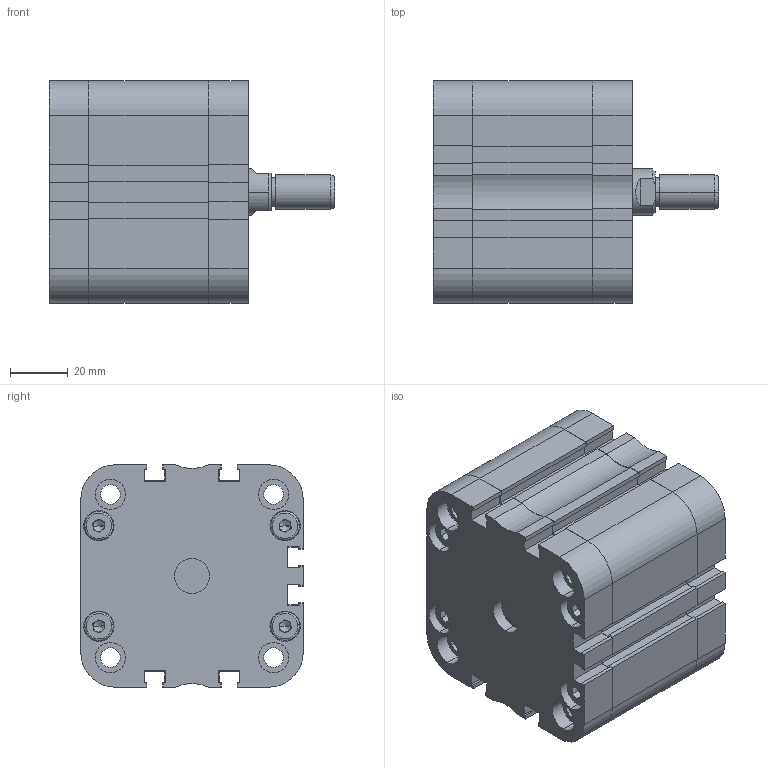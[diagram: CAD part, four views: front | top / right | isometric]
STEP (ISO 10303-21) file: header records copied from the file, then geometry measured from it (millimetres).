
FILE_DESCRIPTION (( 'STEP AP214' ), '1' );
FILE_NAME ('SM_005_063_0020_NP.STEP', '2019-11-14T09:41:49', ( '' ), ( '' ), 'SwSTEP 2.0', 'SolidWorks 2019', '' );
FILE_SCHEMA (( 'AUTOMOTIVE_DESIGN' ));
Length unit declared in the file: millimetre
Products named in the file (21): Kopia SMART - U. typ Oring - pokrywa^Pokrywa prz kpl_SM PSM_U. typ Oring - D063; SM_005_063_0020_NP; Kopia SMART - U. typ Oring - pokrywa^Pokrywa tyｳ kpl_SM PSM_U. typ Oring - D063; Kopia Magnes^T³ok kpl_SM PSM_Magnes D063; Kopia Tuleja prowadz¹ca^Pokrywa przód kpl_SM PSM_Tuleja prowadz¥ca - D063; Kopia T硂k^T硂k kpl_SM PSM_T坥k - D063; Sprêzyna SM_PSM_063_L1 napi©cie wst©pne; Pokrywa ty³ kpl^SM PSM_Pok tyˆ - D063; Pokrywa przód kpl^SM PSM_Pokrywa prz¢d kpl - D063; Tuleja^SM PSM_Tuleja - D063; T³oczysko^SM PSM_Tˆoczysko - D063; Kopia Pierœcieñ prowadz¹cy^T³ok kpl_SM PSM_Pier˜cieä prowadz¥cy D063; Kopia SMART - U. t硂czyska^Pokrywa prz骴 kpl_SM PSM_U. t坥czyska - D063; Kopia SMART - U. t硂ka lu焠a^T硂k kpl_SM PSM_U. t坥ka lu玭a - D063; Kopia Pokrywa ty³_Smart - Pok tyˆ - D063; socket head thin cap screw_din_DIN 7984 - M8 x 30 --- 26.25N; socket head thin cap screw_din_DIN 7984 - M6 x 25 --- 22N; T硂k kpl^SM PSM_T坥k kpl - D063; Kopia Pokrywa przód_Smart - Pok prz¢d - D063; Kopia SMART - U. t³oka S^T³ok kpl_SM PSM_U. tˆoka S - D063; Kopia SMART - U. t硂ka wklejana^T硂k kpl_SM PSM_U. t坥ka wklejana - D063
Assembly tree (27 placements, depth 3):
  SM_005_063_0020_NP
    Pokrywa przód kpl^SM PSM_Pokrywa prz¢d kpl - D063
      Kopia Pokrywa przód_Smart - Pok prz¢d - D063
      Kopia SMART - U. typ Oring - pokrywa^Pokrywa prz kpl_SM PSM_U. typ Oring - D063
      Kopia Tuleja prowadz¹ca^Pokrywa przód kpl_SM PSM_Tuleja prowadz¥ca - D063
      Kopia SMART - U. t硂czyska^Pokrywa prz骴 kpl_SM PSM_U. t坥czyska - D063
    Tuleja^SM PSM_Tuleja - D063
    Pokrywa ty³ kpl^SM PSM_Pok tyˆ - D063
      Kopia Pokrywa ty³_Smart - Pok tyˆ - D063
      Kopia SMART - U. typ Oring - pokrywa^Pokrywa tyｳ kpl_SM PSM_U. typ Oring - D063
    T硂k kpl^SM PSM_T坥k kpl - D063
      Kopia T硂k^T硂k kpl_SM PSM_T坥k - D063
      Kopia Magnes^T³ok kpl_SM PSM_Magnes D063
      Kopia Pierœcieñ prowadz¹cy^T³ok kpl_SM PSM_Pier˜cieä prowadz¥cy D063
      Kopia SMART - U. t硂ka lu焠a^T硂k kpl_SM PSM_U. t坥ka lu玭a - D063
      Kopia SMART - U. t硂ka wklejana^T硂k kpl_SM PSM_U. t坥ka wklejana - D063
      Kopia SMART - U. t³oka S^T³ok kpl_SM PSM_U. tˆoka S - D063
    T³oczysko^SM PSM_Tˆoczysko - D063
    socket head thin cap screw_din_DIN 7984 - M8 x 30 --- 26.25N
    socket head thin cap screw_din_DIN 7984 - M6 x 25 --- 22N  x8
    Sprêzyna SM_PSM_063_L1 napi©cie wst©pne
Bounding box: 99 x 77 x 77 mm (x, y, z)
Volume: 248881.4 mm3; surface area: 142332.7 mm2
Topology: 25 solids, 25 shells, 1097 faces, 2729 edges, 1753 vertices
Faces by surface type: plane 547, cylinder 309, bspline 130, cone 75, torus 36
Entity records: 37151 total; most frequent: CARTESIAN_POINT 14176, ORIENTED_EDGE 4634, DIRECTION 4324, EDGE_CURVE 2317, VERTEX_POINT 1522, AXIS2_PLACEMENT_3D 1474, VECTOR 1376, LINE 1376
